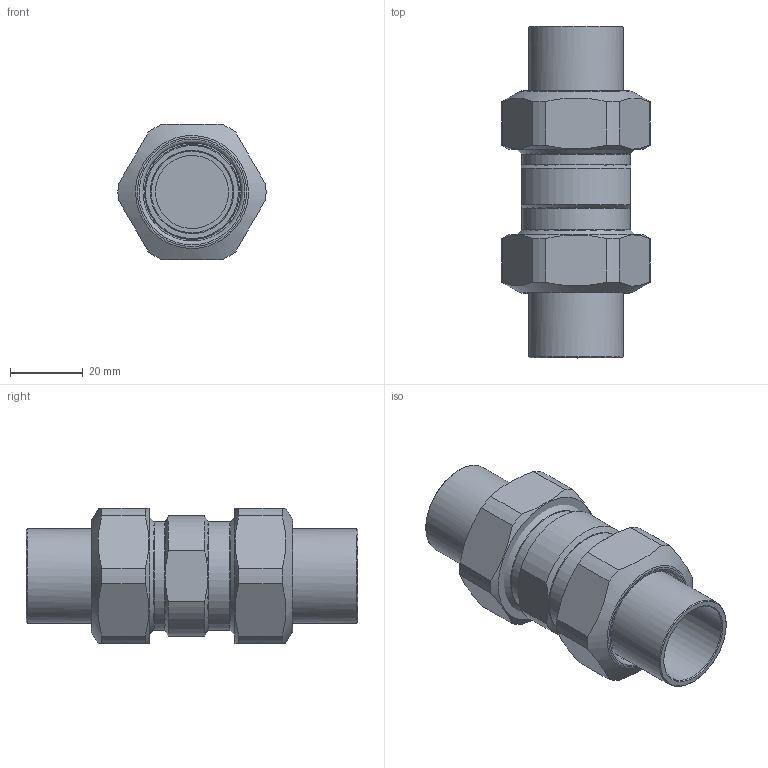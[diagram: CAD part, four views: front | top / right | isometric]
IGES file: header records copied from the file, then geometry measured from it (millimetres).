
Global section: file name: 304759A _Simplify_1; native system: Autodesk Inventor 2025; preprocessor: unknown; author: ischreiner; date: 20250820.123030; units: inch
Bounding box: 40.64 x 91 x 37.08 mm (x, y, z)
Volume: 55340 mm3; surface area: 23691.2 mm2
Topology: 5 solids, 5 shells, 92 faces, 235 edges, 159 vertices
Faces by surface type: bspline 92
